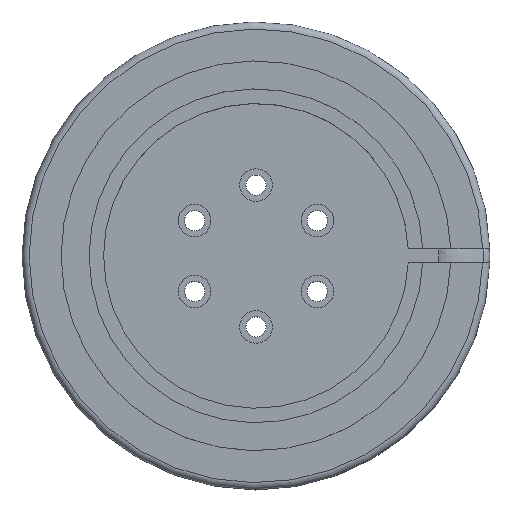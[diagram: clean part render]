
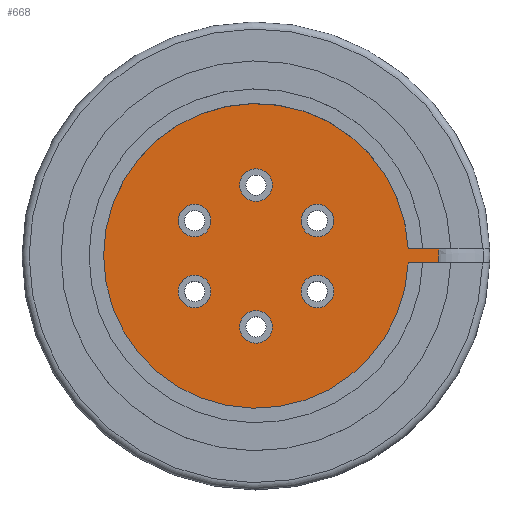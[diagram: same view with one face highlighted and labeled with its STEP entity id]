
A CAD part, top view. The second image highlights one B-rep face of the part: STEP entity #668.
In plain terms, the highlighted planar face has unit normal (0, 0, 1).
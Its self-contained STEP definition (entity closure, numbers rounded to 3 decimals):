
#28=FACE_BOUND('',#241,.T.);
#29=FACE_BOUND('',#242,.T.);
#30=FACE_BOUND('',#243,.T.);
#31=FACE_BOUND('',#244,.T.);
#32=FACE_BOUND('',#245,.T.);
#33=FACE_BOUND('',#246,.T.);
#52=LINE('',#1027,#93);
#91=LINE('',#1225,#132);
#93=VECTOR('',#765,10.);
#132=VECTOR('',#954,10.);
#150=PLANE('',#751);
#188=FACE_OUTER_BOUND('',#240,.T.);
#240=EDGE_LOOP('',(#613,#614,#615,#616));
#241=EDGE_LOOP('',(#617));
#242=EDGE_LOOP('',(#618));
#243=EDGE_LOOP('',(#619));
#244=EDGE_LOOP('',(#620));
#245=EDGE_LOOP('',(#621));
#246=EDGE_LOOP('',(#622));
#253=CIRCLE('',#682,25.772);
#267=CIRCLE('',#705,2.3);
#270=CIRCLE('',#710,2.3);
#273=CIRCLE('',#715,2.3);
#276=CIRCLE('',#720,2.3);
#279=CIRCLE('',#725,2.3);
#282=CIRCLE('',#730,2.3);
#290=CIRCLE('',#752,21.5);
#303=VERTEX_POINT('',#1003);
#304=VERTEX_POINT('',#1026);
#313=VERTEX_POINT('',#1059);
#333=VERTEX_POINT('',#1137);
#336=VERTEX_POINT('',#1146);
#339=VERTEX_POINT('',#1155);
#342=VERTEX_POINT('',#1164);
#345=VERTEX_POINT('',#1173);
#348=VERTEX_POINT('',#1182);
#356=VERTEX_POINT('',#1223);
#364=EDGE_CURVE('',#303,#304,#52,.T.);
#377=EDGE_CURVE('',#313,#303,#253,.T.);
#404=EDGE_CURVE('',#333,#333,#267,.T.);
#408=EDGE_CURVE('',#336,#336,#270,.T.);
#412=EDGE_CURVE('',#339,#339,#273,.T.);
#416=EDGE_CURVE('',#342,#342,#276,.T.);
#420=EDGE_CURVE('',#345,#345,#279,.T.);
#424=EDGE_CURVE('',#348,#348,#282,.T.);
#445=EDGE_CURVE('',#356,#313,#91,.T.);
#446=EDGE_CURVE('',#304,#356,#290,.T.);
#613=ORIENTED_EDGE('',*,*,#364,.F.);
#614=ORIENTED_EDGE('',*,*,#377,.F.);
#615=ORIENTED_EDGE('',*,*,#445,.F.);
#616=ORIENTED_EDGE('',*,*,#446,.F.);
#617=ORIENTED_EDGE('',*,*,#404,.T.);
#618=ORIENTED_EDGE('',*,*,#408,.T.);
#619=ORIENTED_EDGE('',*,*,#412,.T.);
#620=ORIENTED_EDGE('',*,*,#416,.T.);
#621=ORIENTED_EDGE('',*,*,#420,.T.);
#622=ORIENTED_EDGE('',*,*,#424,.T.);
#668=ADVANCED_FACE('',(#188,#28,#29,#30,#31,#32,#33),#150,.T.);
#682=AXIS2_PLACEMENT_3D('',#1082,#785,#786);
#705=AXIS2_PLACEMENT_3D('',#1138,#844,#845);
#710=AXIS2_PLACEMENT_3D('',#1147,#855,#856);
#715=AXIS2_PLACEMENT_3D('',#1156,#866,#867);
#720=AXIS2_PLACEMENT_3D('',#1165,#877,#878);
#725=AXIS2_PLACEMENT_3D('',#1174,#888,#889);
#730=AXIS2_PLACEMENT_3D('',#1183,#899,#900);
#751=AXIS2_PLACEMENT_3D('',#1226,#955,#956);
#752=AXIS2_PLACEMENT_3D('',#1227,#957,#958);
#765=DIRECTION('',(-1.,0.,0.));
#785=DIRECTION('center_axis',(0.,0.,-1.));
#786=DIRECTION('ref_axis',(1.,0.,0.));
#844=DIRECTION('center_axis',(0.,0.,-1.));
#845=DIRECTION('ref_axis',(-1.,0.,0.));
#855=DIRECTION('center_axis',(0.,0.,-1.));
#856=DIRECTION('ref_axis',(-1.,0.,0.));
#866=DIRECTION('center_axis',(0.,0.,-1.));
#867=DIRECTION('ref_axis',(-1.,0.,0.));
#877=DIRECTION('center_axis',(0.,0.,-1.));
#878=DIRECTION('ref_axis',(-1.,0.,0.));
#888=DIRECTION('center_axis',(0.,0.,-1.));
#889=DIRECTION('ref_axis',(-1.,0.,0.));
#899=DIRECTION('center_axis',(0.,0.,-1.));
#900=DIRECTION('ref_axis',(-1.,0.,0.));
#954=DIRECTION('',(1.,0.,0.));
#955=DIRECTION('center_axis',(0.,0.,1.));
#956=DIRECTION('ref_axis',(-1.,0.,0.));
#957=DIRECTION('center_axis',(0.,0.,-1.));
#958=DIRECTION('ref_axis',(-1.,0.,0.));
#1003=CARTESIAN_POINT('',(25.752,-1.,33.5));
#1026=CARTESIAN_POINT('',(21.477,-1.,33.5));
#1027=CARTESIAN_POINT('',(38.,-1.,33.5));
#1059=CARTESIAN_POINT('',(25.752,1.,33.5));
#1082=CARTESIAN_POINT('Origin',(0.,0.,33.5));
#1137=CARTESIAN_POINT('',(10.96,-5.,33.5));
#1138=CARTESIAN_POINT('Origin',(8.66,-5.,33.5));
#1146=CARTESIAN_POINT('',(-6.36,-5.,33.5));
#1147=CARTESIAN_POINT('Origin',(-8.66,-5.,33.5));
#1155=CARTESIAN_POINT('',(10.96,5.,33.5));
#1156=CARTESIAN_POINT('Origin',(8.66,5.,33.5));
#1164=CARTESIAN_POINT('',(2.3,-10.,33.5));
#1165=CARTESIAN_POINT('Origin',(0.,-10.,33.5));
#1173=CARTESIAN_POINT('',(-6.36,5.,33.5));
#1174=CARTESIAN_POINT('Origin',(-8.66,5.,33.5));
#1182=CARTESIAN_POINT('',(2.3,10.,33.5));
#1183=CARTESIAN_POINT('Origin',(0.,10.,33.5));
#1223=CARTESIAN_POINT('',(21.477,1.,33.5));
#1225=CARTESIAN_POINT('',(4.,1.,33.5));
#1226=CARTESIAN_POINT('Origin',(0.,0.,33.5));
#1227=CARTESIAN_POINT('Origin',(0.,0.,33.5));
